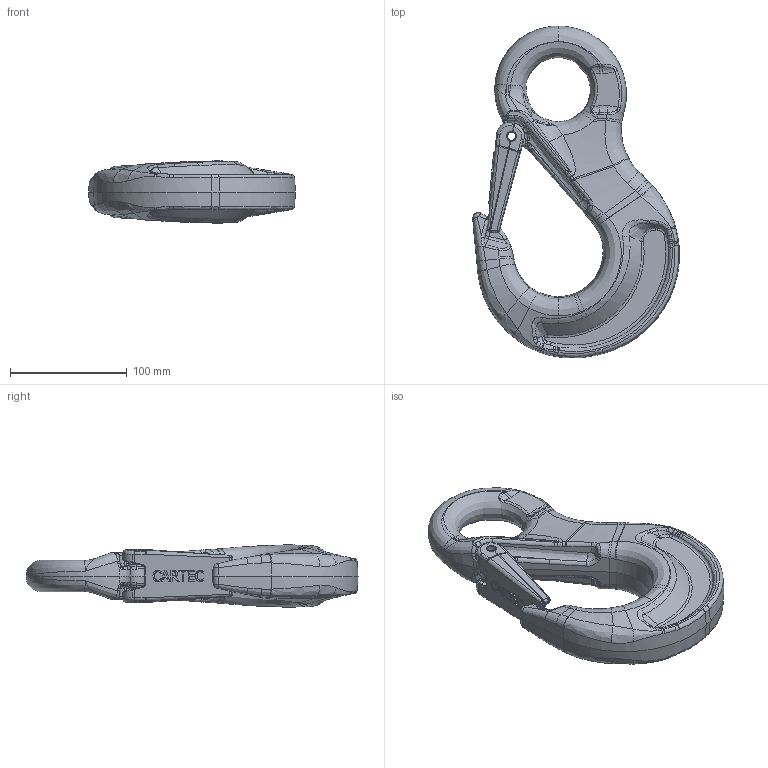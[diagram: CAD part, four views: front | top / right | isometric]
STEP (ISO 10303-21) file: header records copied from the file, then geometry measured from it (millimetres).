
FILE_DESCRIPTION(('STEP AP214'),'1');
FILE_NAME('ca_20.stp','2018-01-22T15:05:41',('TraceParts'),('TraceParts S.A.'),'Spatial InterOp 3D',' ',' ');
FILE_SCHEMA(('automotive_design'));
Length unit declared in the file: millimetre
Products named in the file (3): ca_20_1; ca_20_2; ca_20_3
Bounding box: 177.24 x 284.54 x 53.21 mm (x, y, z)
Volume: 795633 mm3; surface area: 97088.1 mm2
Topology: 3 solids, 3 shells, 933 faces, 2279 edges, 1313 vertices
Faces by surface type: bspline 659, plane 136, cylinder 112, cone 10, sphere 8, torus 8
Entity records: 74509 total; most frequent: CARTESIAN_POINT 48815, ORIENTED_EDGE 4476, DIRECTION 2650, EDGE_CURVE 2238, VERTEX_POINT 1313, AXIS2_PLACEMENT_3D 1059, EDGE_LOOP 945, STYLED_ITEM 936
